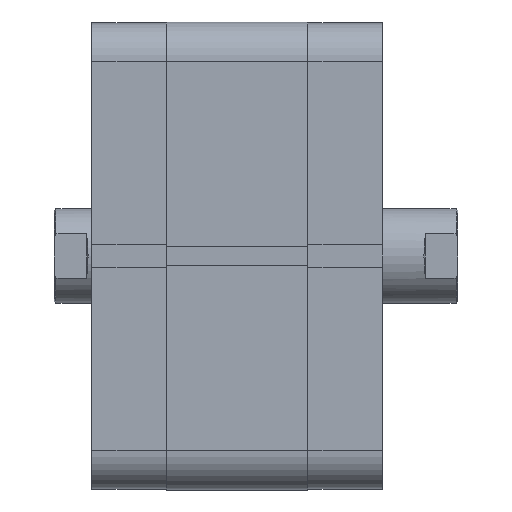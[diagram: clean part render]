
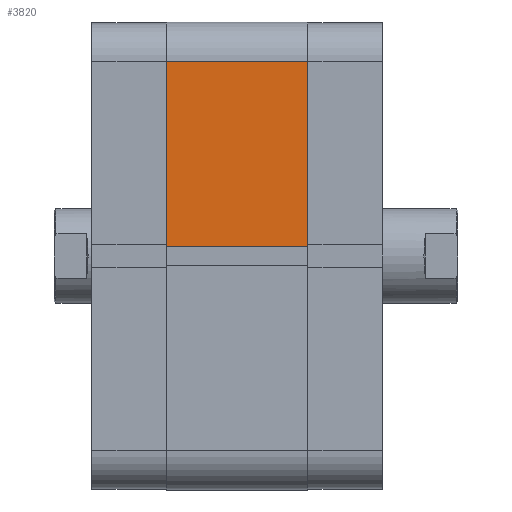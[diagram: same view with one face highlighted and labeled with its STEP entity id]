
A CAD part, front view. The second image highlights one B-rep face of the part: STEP entity #3820.
In plain terms, the highlighted face is planar.
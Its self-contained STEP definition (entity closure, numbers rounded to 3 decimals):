
#667 = CARTESIAN_POINT ( 'NONE',  ( 62., 51.5, -37.5 ) ) ;
#668 = PLANE ( 'NONE',  #3464 ) ;
#670 = DIRECTION ( 'NONE',  ( 1., 0., 0. ) ) ;
#671 = DIRECTION ( 'NONE',  ( 0., 1., 0. ) ) ;
#1929 = VERTEX_POINT ( 'NONE', #2006 ) ;
#1930 = VERTEX_POINT ( 'NONE', #1995 ) ;
#1931 = VERTEX_POINT ( 'NONE', #2007 ) ;
#1932 = VERTEX_POINT ( 'NONE', #7183 ) ;
#1995 = CARTESIAN_POINT ( 'NONE',  ( 62., 2.6, 0. ) ) ;
#2006 = CARTESIAN_POINT ( 'NONE',  ( 62., 2.6, -37.5 ) ) ;
#2007 = CARTESIAN_POINT ( 'NONE',  ( 62., 51.5, -37.5 ) ) ;
#2116 = EDGE_LOOP ( 'NONE', ( #4139, #4140, #4141, #4142 ) ) ;
#2773 = EDGE_CURVE ( 'NONE', #1929, #1931, #4930, .T. ) ;
#2778 = EDGE_CURVE ( 'NONE', #1931, #1932, #4933, .T. ) ;
#2782 = EDGE_CURVE ( 'NONE', #1929, #1930, #4941, .T. ) ;
#2783 = EDGE_CURVE ( 'NONE', #1930, #1932, #4947, .T. ) ;
#3464 = AXIS2_PLACEMENT_3D ( 'NONE', #667, #670, #671 ) ;
#3820 = ADVANCED_FACE ( 'NONE', ( #6878 ), #668, .T. ) ;
#4139 = ORIENTED_EDGE ( 'NONE', *, *, #2783, .F. ) ;
#4140 = ORIENTED_EDGE ( 'NONE', *, *, #2782, .F. ) ;
#4141 = ORIENTED_EDGE ( 'NONE', *, *, #2773, .T. ) ;
#4142 = ORIENTED_EDGE ( 'NONE', *, *, #2778, .T. ) ;
#4930 = LINE ( 'NONE', #5770, #4931 ) ;
#4931 = VECTOR ( 'NONE', #5771, 1000. ) ;
#4933 = LINE ( 'NONE', #5778, #4939 ) ;
#4939 = VECTOR ( 'NONE', #5782, 1000. ) ;
#4941 = LINE ( 'NONE', #5788, #4945 ) ;
#4945 = VECTOR ( 'NONE', #5791, 1000. ) ;
#4947 = LINE ( 'NONE', #5792, #4948 ) ;
#4948 = VECTOR ( 'NONE', #5793, 1000. ) ;
#5770 = CARTESIAN_POINT ( 'NONE',  ( 62., 51.5, -37.5 ) ) ;
#5771 = DIRECTION ( 'NONE',  ( 0., 1., 0. ) ) ;
#5778 = CARTESIAN_POINT ( 'NONE',  ( 62., 51.5, -37.5 ) ) ;
#5782 = DIRECTION ( 'NONE',  ( 0., 0., 1. ) ) ;
#5788 = CARTESIAN_POINT ( 'NONE',  ( 62., 2.6, -37.5 ) ) ;
#5791 = DIRECTION ( 'NONE',  ( 0., 0., 1. ) ) ;
#5792 = CARTESIAN_POINT ( 'NONE',  ( 62., 51.5, 0. ) ) ;
#5793 = DIRECTION ( 'NONE',  ( 0., 1., 0. ) ) ;
#6878 = FACE_OUTER_BOUND ( 'NONE', #2116, .T. ) ;
#7183 = CARTESIAN_POINT ( 'NONE',  ( 62., 51.5, 0. ) ) ;
